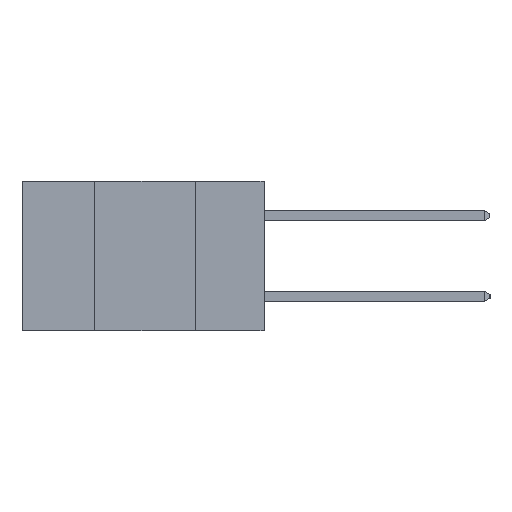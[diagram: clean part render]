
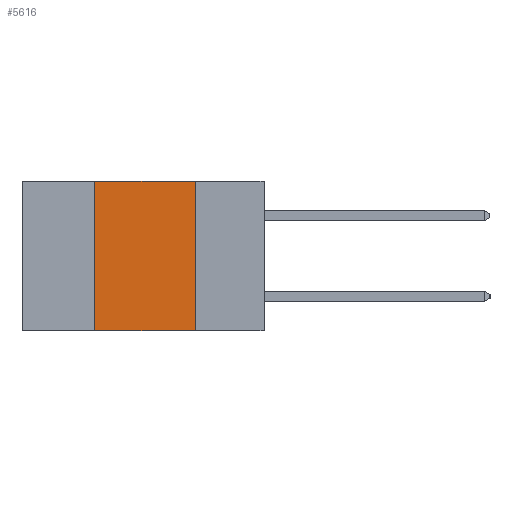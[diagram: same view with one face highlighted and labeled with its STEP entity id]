
A CAD part, left-side view. The second image highlights one B-rep face of the part: STEP entity #5616.
In plain terms, the highlighted planar face has unit normal (-1, 0, 0).
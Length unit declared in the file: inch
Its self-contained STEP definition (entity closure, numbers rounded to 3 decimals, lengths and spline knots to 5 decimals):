
#133 = CARTESIAN_POINT ( 'NONE',  ( 0., 0.6, 0. ) ) ;
#258 = CARTESIAN_POINT ( 'NONE',  ( 0., 0.6, -0.37 ) ) ;
#640 = AXIS2_PLACEMENT_3D ( 'NONE', #9240, #1531, #1066 ) ;
#979 = DIRECTION ( 'NONE',  ( 0., -1., 0. ) ) ;
#1066 = DIRECTION ( 'NONE',  ( 0., 0., -1. ) ) ;
#1417 = PLANE ( 'NONE',  #640 ) ;
#1454 = VECTOR ( 'NONE', #12165, 39.37008 ) ;
#1531 = DIRECTION ( 'NONE',  ( 1., 0., 0. ) ) ;
#1813 = EDGE_CURVE ( 'NONE', #7844, #4586, #8734, .T. ) ;
#2520 = ORIENTED_EDGE ( 'NONE', *, *, #1813, .F. ) ;
#2525 = EDGE_CURVE ( 'NONE', #11792, #7844, #6634, .T. ) ;
#2588 = ORIENTED_EDGE ( 'NONE', *, *, #5761, .T. ) ;
#3700 = VECTOR ( 'NONE', #11137, 39.37008 ) ;
#4146 = CARTESIAN_POINT ( 'NONE',  ( 0., 0.42, -0.37 ) ) ;
#4508 = EDGE_CURVE ( 'NONE', #10909, #11792, #4553, .T. ) ;
#4553 = LINE ( 'NONE', #7087, #8662 ) ;
#4586 = VERTEX_POINT ( 'NONE', #4784 ) ;
#4784 = CARTESIAN_POINT ( 'NONE',  ( 0., 0.17, -0.37 ) ) ;
#5616 = ADVANCED_FACE ( 'NONE', ( #7596 ), #1417, .F. ) ;
#5761 = EDGE_CURVE ( 'NONE', #10909, #4586, #6000, .T. ) ;
#6000 = LINE ( 'NONE', #258, #8501 ) ;
#6013 = CARTESIAN_POINT ( 'NONE',  ( 0., 0.17, 0. ) ) ;
#6634 = LINE ( 'NONE', #133, #1454 ) ;
#6889 = EDGE_LOOP ( 'NONE', ( #2520, #10216, #7466, #2588 ) ) ;
#7087 = CARTESIAN_POINT ( 'NONE',  ( 0., 0.42, -0.37 ) ) ;
#7117 = DIRECTION ( 'NONE',  ( 0., 0., 1. ) ) ;
#7466 = ORIENTED_EDGE ( 'NONE', *, *, #4508, .F. ) ;
#7596 = FACE_OUTER_BOUND ( 'NONE', #6889, .T. ) ;
#7844 = VERTEX_POINT ( 'NONE', #6013 ) ;
#8014 = CARTESIAN_POINT ( 'NONE',  ( 0., 0.42, 0. ) ) ;
#8501 = VECTOR ( 'NONE', #979, 39.37008 ) ;
#8662 = VECTOR ( 'NONE', #7117, 39.37008 ) ;
#8734 = LINE ( 'NONE', #11391, #3700 ) ;
#9240 = CARTESIAN_POINT ( 'NONE',  ( 0., 0.6, 0. ) ) ;
#10216 = ORIENTED_EDGE ( 'NONE', *, *, #2525, .F. ) ;
#10909 = VERTEX_POINT ( 'NONE', #4146 ) ;
#11137 = DIRECTION ( 'NONE',  ( 0., 0., -1. ) ) ;
#11391 = CARTESIAN_POINT ( 'NONE',  ( 0., 0.17, -0.37 ) ) ;
#11792 = VERTEX_POINT ( 'NONE', #8014 ) ;
#12165 = DIRECTION ( 'NONE',  ( 0., -1., 0. ) ) ;
